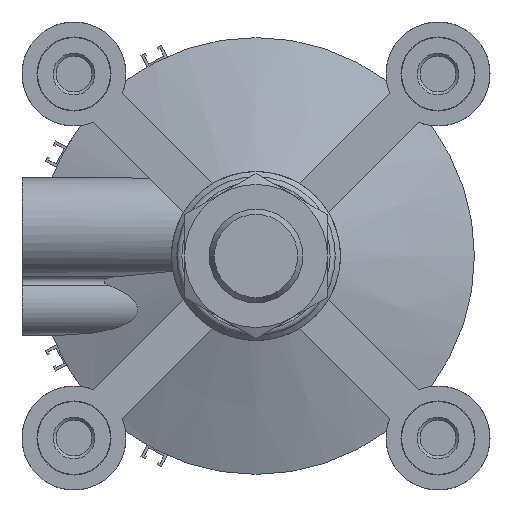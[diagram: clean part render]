
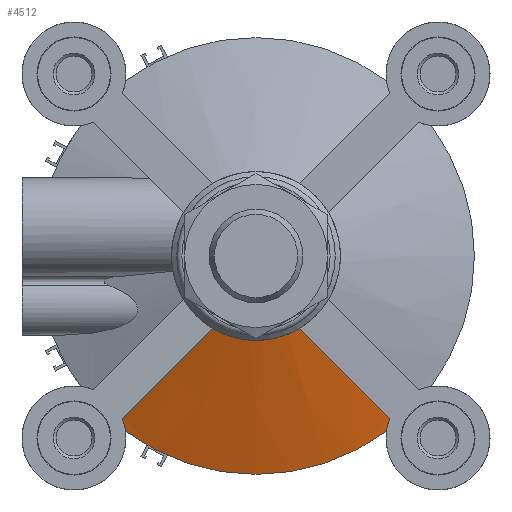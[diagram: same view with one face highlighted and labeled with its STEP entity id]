
A CAD part, left-side view. The second image highlights one B-rep face of the part: STEP entity #4512.
In plain terms, the highlighted conical face has half-angle 70 degrees and reference radius 84 mm.
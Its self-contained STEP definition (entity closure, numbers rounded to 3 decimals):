
#1085=CIRCLE('',#4998,84.);
#1093=CIRCLE('',#5010,32.5);
#2121=ORIENTED_EDGE('',*,*,#2869,.F.);
#2122=ORIENTED_EDGE('',*,*,#2870,.F.);
#2123=ORIENTED_EDGE('',*,*,#2871,.F.);
#2124=ORIENTED_EDGE('',*,*,#2872,.F.);
#2125=ORIENTED_EDGE('',*,*,#2854,.T.);
#2126=ORIENTED_EDGE('',*,*,#2873,.F.);
#2854=EDGE_CURVE('',#3324,#3322,#1085,.T.);
#2869=EDGE_CURVE('',#3338,#3339,#3470,.T.);
#2870=EDGE_CURVE('',#3340,#3338,#1093,.T.);
#2871=EDGE_CURVE('',#3341,#3340,#3471,.T.);
#2872=EDGE_CURVE('',#3324,#3341,#3472,.T.);
#2873=EDGE_CURVE('',#3339,#3322,#3473,.T.);
#3322=VERTEX_POINT('',#7673);
#3324=VERTEX_POINT('',#7676);
#3338=VERTEX_POINT('',#7712);
#3339=VERTEX_POINT('',#7713);
#3340=VERTEX_POINT('',#7715);
#3341=VERTEX_POINT('',#7720);
#3470=B_SPLINE_CURVE_WITH_KNOTS('',3,(#7708,#7709,#7710,#7711),
 .UNSPECIFIED.,.F.,.F.,(4,4),(0.033,0.085),
 .UNSPECIFIED.);
#3471=B_SPLINE_CURVE_WITH_KNOTS('',3,(#7716,#7717,#7718,#7719),
 .UNSPECIFIED.,.F.,.F.,(4,4),(0.,0.052),
 .UNSPECIFIED.);
#3472=B_SPLINE_CURVE_WITH_KNOTS('',3,(#7721,#7722,#7723,#7724),
 .UNSPECIFIED.,.F.,.F.,(4,4),(0.,0.005),
 .UNSPECIFIED.);
#3473=B_SPLINE_CURVE_WITH_KNOTS('',3,(#7725,#7726,#7727,#7728),
 .UNSPECIFIED.,.F.,.F.,(4,4),(0.021,0.026),
 .UNSPECIFIED.);
#3768=EDGE_LOOP('',(#2121,#2122,#2123,#2124,#2125,#2126));
#4154=FACE_BOUND('',#3768,.T.);
#4292=CONICAL_SURFACE('',#5009,84.,1.222);
#4512=ADVANCED_FACE('',(#4154),#4292,.T.);
#4998=AXIS2_PLACEMENT_3D('',#7675,#6142,#6143);
#5009=AXIS2_PLACEMENT_3D('',#7707,#6171,#6172);
#5010=AXIS2_PLACEMENT_3D('',#7714,#6173,#6174);
#6142=DIRECTION('',(1.,0.,0.));
#6143=DIRECTION('',(0.,0.,-1.));
#6171=DIRECTION('',(-1.,0.,0.));
#6172=DIRECTION('',(0.,0.,1.));
#6173=DIRECTION('',(1.,0.,0.));
#6174=DIRECTION('',(0.,0.,-1.));
#7673=CARTESIAN_POINT('',(29.,-50.174,67.369));
#7675=CARTESIAN_POINT('',(29.,0.,0.));
#7676=CARTESIAN_POINT('',(29.,50.174,67.369));
#7707=CARTESIAN_POINT('',(29.,0.,0.));
#7708=CARTESIAN_POINT('',(47.744,-16.838,27.798));
#7709=CARTESIAN_POINT('',(41.96,-28.409,39.369));
#7710=CARTESIAN_POINT('',(36.03,-39.944,50.904));
#7711=CARTESIAN_POINT('',(30.118,-51.483,62.443));
#7712=CARTESIAN_POINT('',(47.744,-16.838,27.798));
#7713=CARTESIAN_POINT('',(30.118,-51.483,62.443));
#7714=CARTESIAN_POINT('',(47.744,0.,0.));
#7715=CARTESIAN_POINT('',(47.744,16.838,27.798));
#7716=CARTESIAN_POINT('',(30.118,51.483,62.443));
#7717=CARTESIAN_POINT('',(36.03,39.943,50.903));
#7718=CARTESIAN_POINT('',(41.961,28.408,39.368));
#7719=CARTESIAN_POINT('',(47.744,16.838,27.798));
#7720=CARTESIAN_POINT('',(30.118,51.483,62.443));
#7721=CARTESIAN_POINT('',(29.,50.174,67.369));
#7722=CARTESIAN_POINT('',(29.445,50.398,65.679));
#7723=CARTESIAN_POINT('',(29.821,50.832,64.037));
#7724=CARTESIAN_POINT('',(30.118,51.483,62.443));
#7725=CARTESIAN_POINT('',(30.118,-51.483,62.443));
#7726=CARTESIAN_POINT('',(29.822,-50.835,64.029));
#7727=CARTESIAN_POINT('',(29.443,-50.398,65.683));
#7728=CARTESIAN_POINT('',(29.,-50.174,67.369));
